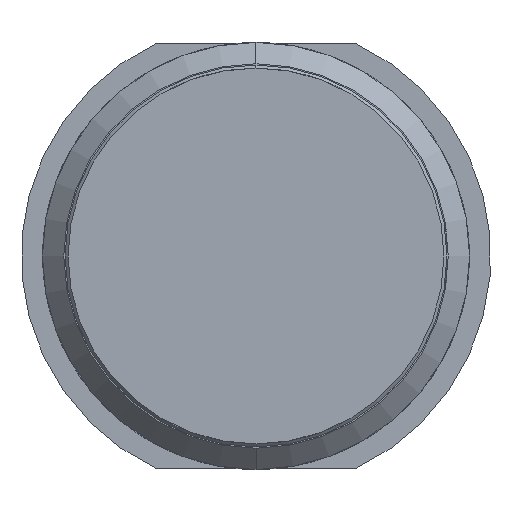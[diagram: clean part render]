
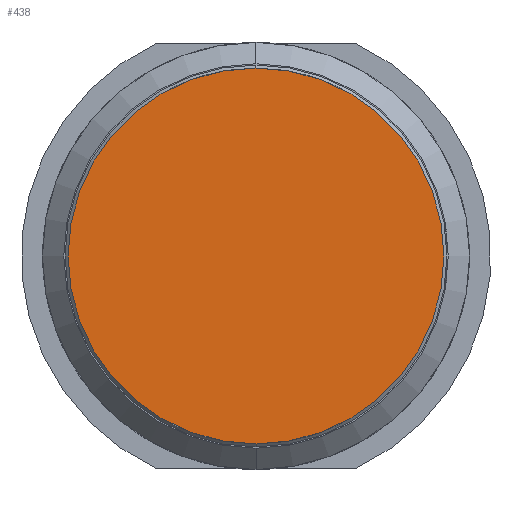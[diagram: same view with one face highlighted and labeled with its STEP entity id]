
A CAD part, front view. The second image highlights one B-rep face of the part: STEP entity #438.
In plain terms, the highlighted planar face has unit normal (0, -1, 0).
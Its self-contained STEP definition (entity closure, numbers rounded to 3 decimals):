
#233 = CARTESIAN_POINT ( 'NONE',  ( 0., 0., -1.9 ) ) ;
#313 = CIRCLE ( 'NONE', #1050, 2.2 ) ;
#314 = ORIENTED_EDGE ( 'NONE', *, *, #2779, .T. ) ;
#438 = ADVANCED_FACE ( 'Defeature ausgef�hrt1_16', ( #2584 ), #2670, .F. ) ;
#667 = CARTESIAN_POINT ( 'NONE',  ( 0., 0., 0. ) ) ;
#806 = DIRECTION ( 'NONE',  ( 1., 0., 0. ) ) ;
#1050 = AXIS2_PLACEMENT_3D ( 'NONE', #667, #2480, #3420 ) ;
#1148 = CARTESIAN_POINT ( 'NONE',  ( 2.2, 0., 0. ) ) ;
#1325 = VERTEX_POINT ( 'NONE', #1362 ) ;
#1362 = CARTESIAN_POINT ( 'NONE',  ( -2.2, 0., 0. ) ) ;
#1542 = DIRECTION ( 'NONE',  ( -1., 0., 0. ) ) ;
#2027 = CIRCLE ( 'NONE', #3695, 2.2 ) ;
#2259 = ORIENTED_EDGE ( 'NONE', *, *, #3672, .T. ) ;
#2273 = EDGE_LOOP ( 'NONE', ( #314, #2259 ) ) ;
#2480 = DIRECTION ( 'NONE',  ( 0., -1., 0. ) ) ;
#2505 = AXIS2_PLACEMENT_3D ( 'NONE', #233, #3857, #806 ) ;
#2584 = FACE_OUTER_BOUND ( 'NONE', #2273, .T. ) ;
#2670 = PLANE ( 'NONE',  #2505 ) ;
#2779 = EDGE_CURVE ( 'Defeature ausgef�hrt1_16+Defeature ausgef�hrt1_23+Defeature ausgef�hrt1_23+Defeature ausgef�hrt1_23', #1325, #3452, #313, .T. ) ;
#3038 = CARTESIAN_POINT ( 'NONE',  ( 0., 0., 0. ) ) ;
#3356 = DIRECTION ( 'NONE',  ( 0., -1., 0. ) ) ;
#3420 = DIRECTION ( 'NONE',  ( -1., 0., 0. ) ) ;
#3452 = VERTEX_POINT ( 'NONE', #1148 ) ;
#3672 = EDGE_CURVE ( 'Defeature ausgef�hrt1_16+Defeature ausgef�hrt1_23+Defeature ausgef�hrt1_23+Defeature ausgef�hrt1_23', #3452, #1325, #2027, .T. ) ;
#3695 = AXIS2_PLACEMENT_3D ( 'NONE', #3038, #3356, #1542 ) ;
#3857 = DIRECTION ( 'NONE',  ( 0., 1., 0. ) ) ;
